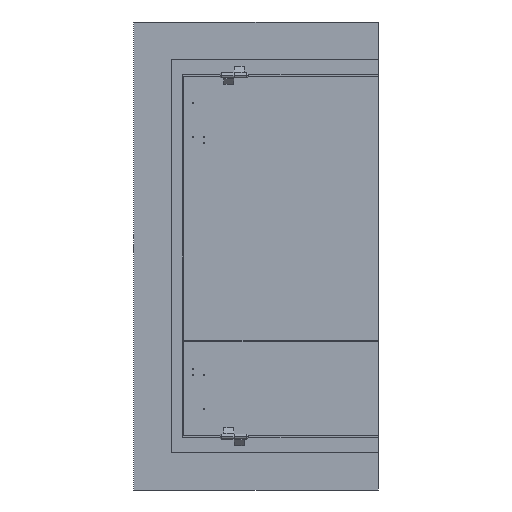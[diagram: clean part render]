
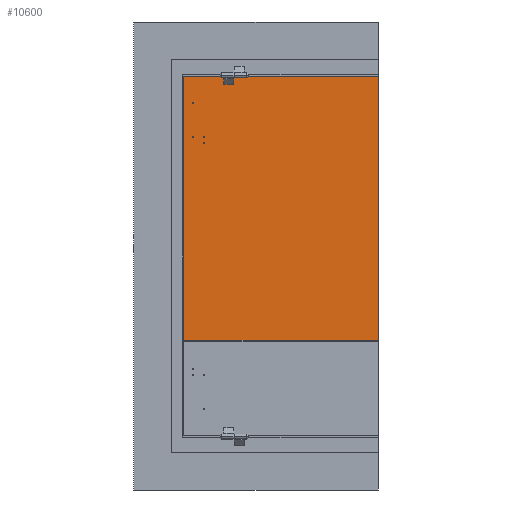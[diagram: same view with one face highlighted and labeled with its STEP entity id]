
A CAD part, left-side view. The second image highlights one B-rep face of the part: STEP entity #10600.
In plain terms, the highlighted planar face has unit normal (-1, 0, 0).
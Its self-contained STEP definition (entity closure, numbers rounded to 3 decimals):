
#7910=CARTESIAN_POINT('',(-57.,-47.75,-1128.75));
#7920=VERTEX_POINT('',#7910);
#7970=CARTESIAN_POINT('',(-57.,-47.75,-1151.6));
#7980=DIRECTION('',(0.,0.,1.));
#7990=VECTOR('',#7980,1.);
#8000=LINE('',#7970,#7990);
#8010=CARTESIAN_POINT('',(-57.,-47.75,-2185.25));
#8020=VERTEX_POINT('',#8010);
#8030=EDGE_CURVE('',#8020,#7920,#8000,.T.);
#8730=CARTESIAN_POINT('',(-57.,-826.65,-2185.25));
#8740=VERTEX_POINT('',#8730);
#8770=CARTESIAN_POINT('',(-57.,-826.65,-1151.6));
#8780=DIRECTION('',(0.,0.,-1.));
#8790=VECTOR('',#8780,1.);
#8800=LINE('',#8770,#8790);
#8810=CARTESIAN_POINT('',(-57.,-826.65,-1128.75));
#8820=VERTEX_POINT('',#8810);
#8830=EDGE_CURVE('',#8820,#8740,#8800,.T.);
#9790=CARTESIAN_POINT('',(-57.,3.35,-1231.25));
#9800=DIRECTION('',(-1.,0.,0.));
#9810=DIRECTION('',(0.,-1.,0.));
#9820=AXIS2_PLACEMENT_3D('',#9790,#9800,#9810);
#9830=PLANE('',#9820);
#9840=CARTESIAN_POINT('',(-57.,-84.513,-1236.25));
#9850=DIRECTION('',(1.,0.,0.));
#9860=DIRECTION('',(0.,0.,-1.));
#9870=AXIS2_PLACEMENT_3D('',#9840,#9850,#9860);
#9880=CIRCLE('',#9870,2.);
#9890=CARTESIAN_POINT('',(-57.,-84.513,-1238.25));
#9900=VERTEX_POINT('',#9890);
#9910=CARTESIAN_POINT('',(-57.,-84.513,-1234.25));
#9920=VERTEX_POINT('',#9910);
#9930=EDGE_CURVE('',#9900,#9920,#9880,.T.);
#9940=ORIENTED_EDGE('',*,*,#9930,.T.);
#9950=EDGE_CURVE('',#9920,#9900,#9880,.T.);
#9960=ORIENTED_EDGE('',*,*,#9950,.T.);
#9970=EDGE_LOOP('',(#9960,#9940));
#9980=FACE_BOUND('',#9970,.T.);
#9990=CARTESIAN_POINT('',(-57.,-128.513,-1396.25));
#10000=DIRECTION('',(1.,0.,0.));
#10010=DIRECTION('',(0.,0.,-1.));
#10020=AXIS2_PLACEMENT_3D('',#9990,#10000,#10010);
#10030=CIRCLE('',#10020,2.);
#10040=CARTESIAN_POINT('',(-57.,-128.513,-1398.25));
#10050=VERTEX_POINT('',#10040);
#10060=CARTESIAN_POINT('',(-57.,-128.513,-1394.25));
#10070=VERTEX_POINT('',#10060);
#10080=EDGE_CURVE('',#10050,#10070,#10030,.T.);
#10090=ORIENTED_EDGE('',*,*,#10080,.T.);
#10100=EDGE_CURVE('',#10070,#10050,#10030,.T.);
#10110=ORIENTED_EDGE('',*,*,#10100,.T.);
#10120=EDGE_LOOP('',(#10110,#10090));
#10130=FACE_BOUND('',#10120,.T.);
#10140=CARTESIAN_POINT('',(-57.,-84.513,-1371.25));
#10150=DIRECTION('',(1.,0.,0.));
#10160=DIRECTION('',(0.,0.,-1.));
#10170=AXIS2_PLACEMENT_3D('',#10140,#10150,#10160);
#10180=CIRCLE('',#10170,2.);
#10190=CARTESIAN_POINT('',(-57.,-84.513,-1373.25));
#10200=VERTEX_POINT('',#10190);
#10210=CARTESIAN_POINT('',(-57.,-84.513,-1369.25));
#10220=VERTEX_POINT('',#10210);
#10230=EDGE_CURVE('',#10200,#10220,#10180,.T.);
#10240=ORIENTED_EDGE('',*,*,#10230,.T.);
#10250=EDGE_CURVE('',#10220,#10200,#10180,.T.);
#10260=ORIENTED_EDGE('',*,*,#10250,.T.);
#10270=EDGE_LOOP('',(#10260,#10240));
#10280=FACE_BOUND('',#10270,.T.);
#10290=CARTESIAN_POINT('',(-57.,-128.513,-1371.25));
#10300=DIRECTION('',(1.,0.,0.));
#10310=DIRECTION('',(0.,0.,-1.));
#10320=AXIS2_PLACEMENT_3D('',#10290,#10300,#10310);
#10330=CIRCLE('',#10320,2.);
#10340=CARTESIAN_POINT('',(-57.,-128.513,-1373.25));
#10350=VERTEX_POINT('',#10340);
#10360=CARTESIAN_POINT('',(-57.,-128.513,-1369.25));
#10370=VERTEX_POINT('',#10360);
#10380=EDGE_CURVE('',#10350,#10370,#10330,.T.);
#10390=ORIENTED_EDGE('',*,*,#10380,.T.);
#10400=EDGE_CURVE('',#10370,#10350,#10330,.T.);
#10410=ORIENTED_EDGE('',*,*,#10400,.T.);
#10420=EDGE_LOOP('',(#10410,#10390));
#10430=FACE_BOUND('',#10420,.T.);
#10440=CARTESIAN_POINT('',(-57.,-193.9,-1128.75));
#10450=DIRECTION('',(0.,-1.,0.));
#10460=VECTOR('',#10450,1.);
#10470=LINE('',#10440,#10460);
#10480=EDGE_CURVE('',#7920,#8820,#10470,.T.);
#10490=ORIENTED_EDGE('',*,*,#10480,.F.);
#10500=ORIENTED_EDGE('',*,*,#8830,.F.);
#10510=CARTESIAN_POINT('',(-57.,-193.9,-2185.25));
#10520=DIRECTION('',(0.,1.,0.));
#10530=VECTOR('',#10520,1.);
#10540=LINE('',#10510,#10530);
#10550=EDGE_CURVE('',#8740,#8020,#10540,.T.);
#10560=ORIENTED_EDGE('',*,*,#10550,.F.);
#10570=ORIENTED_EDGE('',*,*,#8030,.F.);
#10580=EDGE_LOOP('',(#10570,#10560,#10500,#10490));
#10590=FACE_OUTER_BOUND('',#10580,.T.);
#10600=ADVANCED_FACE('',(#9980,#10130,#10280,#10430,#10590),#9830,.T.);
